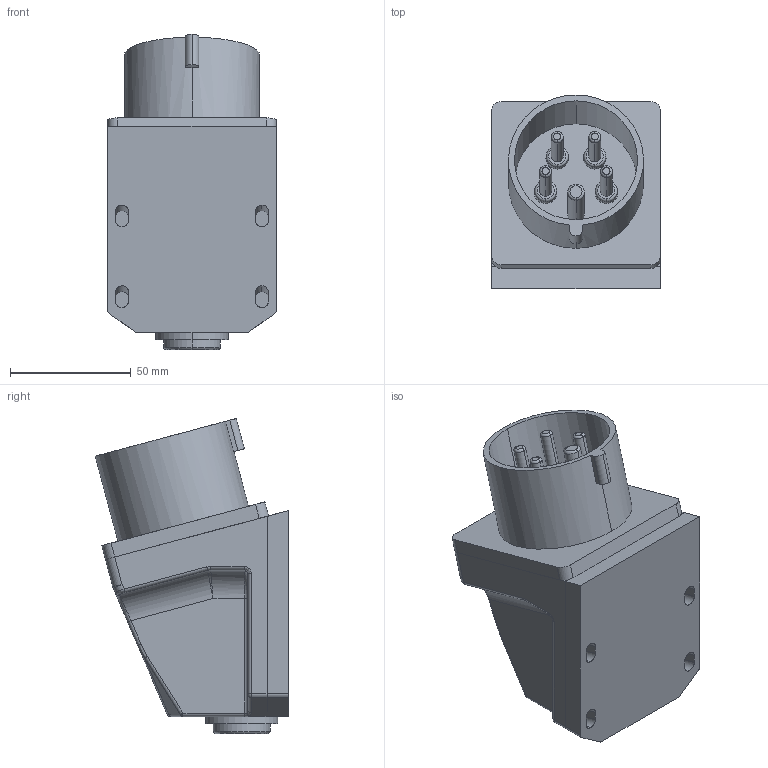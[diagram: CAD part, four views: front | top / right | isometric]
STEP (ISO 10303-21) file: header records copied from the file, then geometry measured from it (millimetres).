
FILE_DESCRIPTION (( 'STEP AP214' ), '1' );
FILE_NAME ('PSR52-016-5 Âèëêà 515 ñòàö.3Ð+ÐÅ+N16À 380Â IP44 ÈÝÊ.STEP', '2017-03-29T09:01:23', ( '' ), ( '' ), 'SwSTEP 2.0', 'SolidWorks 2014', '' );
FILE_SCHEMA (( 'AUTOMOTIVE_DESIGN' ));
Length unit declared in the file: millimetre
Products named in the file (1): PSR52-016-5 Âèëêà 515 ñòàö.3Ð+ÐÅ+N16À 380Â IP44 ÈÝÊ
Bounding box: 70 x 80.24 x 130.66 mm (x, y, z)
Volume: 152067.6 mm3; surface area: 91111.4 mm2
Topology: 9 solids, 9 shells, 612 faces, 1565 edges, 1006 vertices
Faces by surface type: plane 297, cylinder 218, bspline 55, torus 30, cone 8, sphere 4
Entity records: 21717 total; most frequent: CARTESIAN_POINT 6807, ORIENTED_EDGE 3122, DIRECTION 3021, EDGE_CURVE 1561, AXIS2_PLACEMENT_3D 1066, VERTEX_POINT 1006, VECTOR 889, LINE 889
